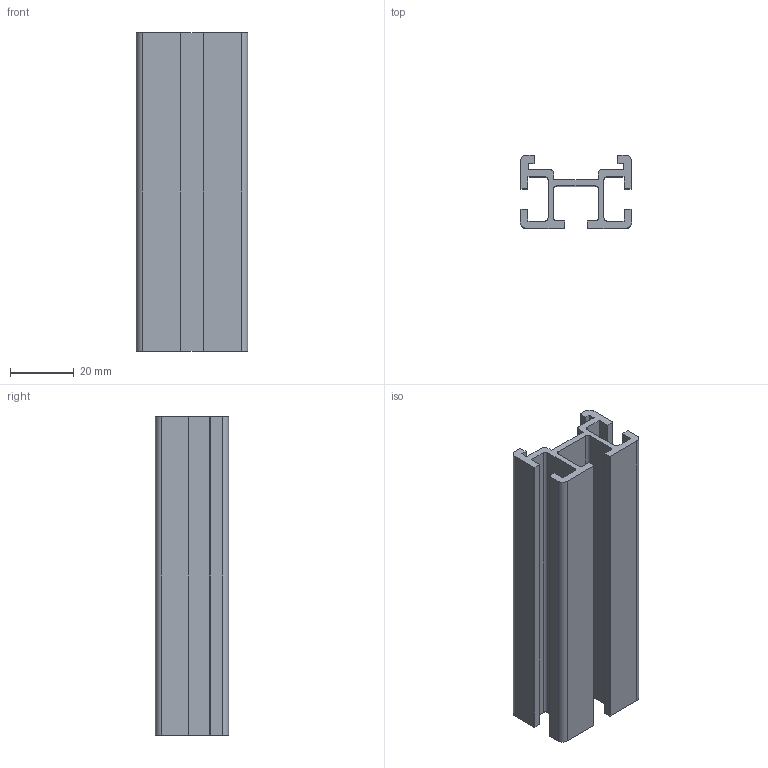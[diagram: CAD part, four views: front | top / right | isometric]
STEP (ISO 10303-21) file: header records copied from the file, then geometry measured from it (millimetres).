
FILE_DESCRIPTION(/* description */ ('Translator using VaultInventorServer'),/* implementation_level */ '2;1');
FILE_NAME(/* name */ 'APRDD0000018_A.stp',/* time_stamp */ '2022-08-02T16:57:47+02:00',/* author */ ('fzagni'),/* organization */ (''),/* preprocessor_version */ 'ST-DEVELOPER v18.1',/* originating_system */ 'Autodesk Inventor 2022',/* authorisation */ '');
FILE_SCHEMA (('AUTOMOTIVE_DESIGN { 1 0 10303 214 3 1 1 }'));
Length unit declared in the file: millimetre
Products named in the file (1): APRDD0000018
Bounding box: 35 x 23 x 100 mm (x, y, z)
Volume: 25133.6 mm3; surface area: 24087.7 mm2
Topology: 1 solids, 1 shells, 64 faces, 186 edges, 124 vertices
Faces by surface type: plane 42, cylinder 22
Entity records: 2157 total; most frequent: CARTESIAN_POINT 375, ORIENTED_EDGE 372, DIRECTION 360, EDGE_CURVE 186, LINE 142, VECTOR 142, VERTEX_POINT 124, AXIS2_PLACEMENT_3D 109
